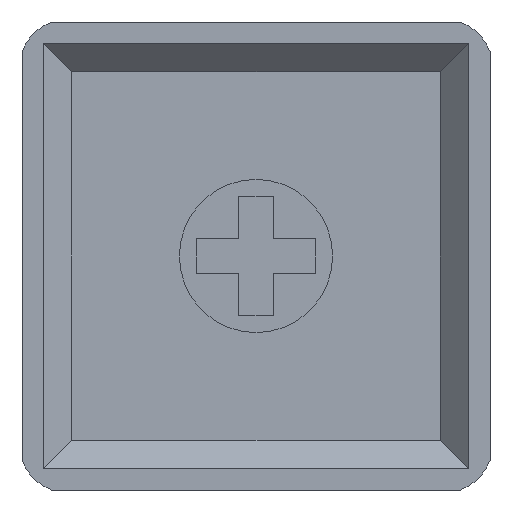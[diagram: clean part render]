
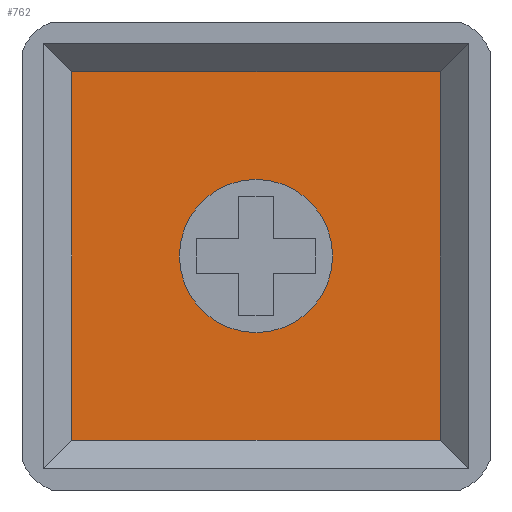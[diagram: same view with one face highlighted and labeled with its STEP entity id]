
A CAD part, front view. The second image highlights one B-rep face of the part: STEP entity #762.
In plain terms, the highlighted planar face has unit normal (0, -1, 0).
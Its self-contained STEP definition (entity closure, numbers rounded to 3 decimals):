
#24=PLANE('',#820);
#68=CIRCLE('',#821,2.7);
#94=LINE('',#1625,#161);
#95=LINE('',#1628,#162);
#97=LINE('',#1632,#164);
#98=LINE('',#1633,#165);
#161=VECTOR('',#938,10.);
#162=VECTOR('',#941,10.);
#164=VECTOR('',#945,10.);
#165=VECTOR('',#946,10.);
#217=FACE_BOUND('',#295,.T.);
#245=FACE_OUTER_BOUND('',#294,.T.);
#294=EDGE_LOOP('',(#635,#636,#637,#638));
#295=EDGE_LOOP('',(#639));
#376=VERTEX_POINT('',#1621);
#377=VERTEX_POINT('',#1623);
#378=VERTEX_POINT('',#1627);
#379=VERTEX_POINT('',#1631);
#380=VERTEX_POINT('',#1634);
#470=EDGE_CURVE('',#377,#376,#94,.T.);
#471=EDGE_CURVE('',#376,#378,#95,.T.);
#473=EDGE_CURVE('',#379,#377,#97,.T.);
#474=EDGE_CURVE('',#378,#379,#98,.T.);
#475=EDGE_CURVE('',#380,#380,#68,.T.);
#635=ORIENTED_EDGE('',*,*,#470,.F.);
#636=ORIENTED_EDGE('',*,*,#473,.F.);
#637=ORIENTED_EDGE('',*,*,#474,.F.);
#638=ORIENTED_EDGE('',*,*,#471,.F.);
#639=ORIENTED_EDGE('',*,*,#475,.F.);
#762=ADVANCED_FACE('',(#245,#217),#24,.F.);
#820=AXIS2_PLACEMENT_3D('',#1630,#943,#944);
#821=AXIS2_PLACEMENT_3D('',#1635,#947,#948);
#938=DIRECTION('',(1.,0.,0.));
#941=DIRECTION('',(0.,0.,-1.));
#943=DIRECTION('center_axis',(0.,1.,0.));
#944=DIRECTION('ref_axis',(-1.,0.,0.));
#945=DIRECTION('',(0.,0.,1.));
#946=DIRECTION('',(-1.,0.,0.));
#947=DIRECTION('center_axis',(0.,-1.,0.));
#948=DIRECTION('ref_axis',(1.,0.,0.));
#1621=CARTESIAN_POINT('',(6.5,2.3,6.5));
#1623=CARTESIAN_POINT('',(-6.5,2.3,6.5));
#1625=CARTESIAN_POINT('',(-3.75,2.3,6.5));
#1627=CARTESIAN_POINT('',(6.5,2.3,-6.5));
#1628=CARTESIAN_POINT('',(6.5,2.3,3.75));
#1630=CARTESIAN_POINT('Origin',(0.,2.3,0.));
#1631=CARTESIAN_POINT('',(-6.5,2.3,-6.5));
#1632=CARTESIAN_POINT('',(-6.5,2.3,-3.75));
#1633=CARTESIAN_POINT('',(3.75,2.3,-6.5));
#1634=CARTESIAN_POINT('',(-2.7,2.3,0.));
#1635=CARTESIAN_POINT('Origin',(0.,2.3,0.));
